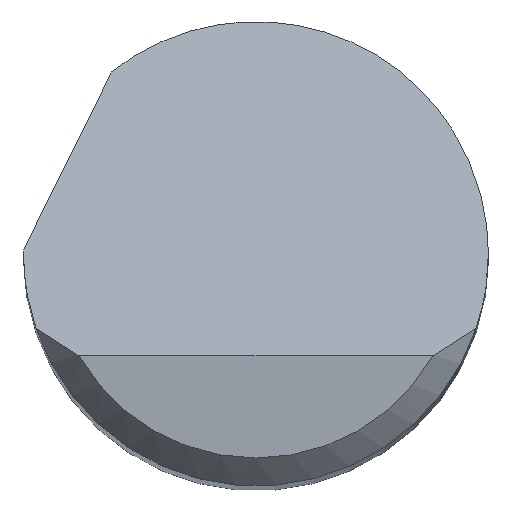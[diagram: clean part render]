
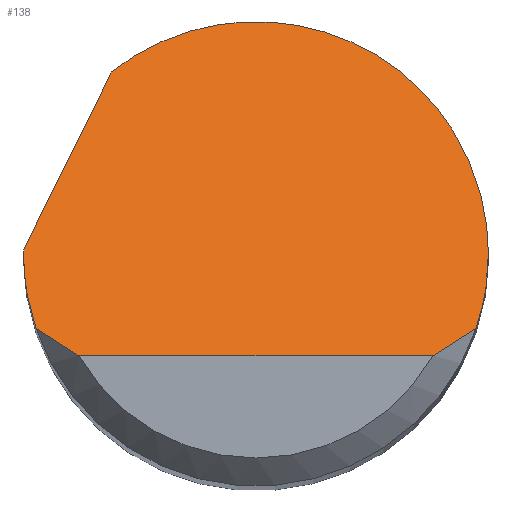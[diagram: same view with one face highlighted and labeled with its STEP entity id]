
A CAD part, top view. The second image highlights one B-rep face of the part: STEP entity #138.
In plain terms, the highlighted planar face has unit normal (0, 0.707, 0.707).
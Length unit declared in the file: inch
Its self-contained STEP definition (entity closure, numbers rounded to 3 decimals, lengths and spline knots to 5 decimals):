
#15 = CARTESIAN_POINT ( 'NONE',  ( 0.01655, 0.17278, 1.77222 ) ) ;
#21 = VERTEX_POINT ( 'NONE', #357 ) ;
#48 =( BOUNDED_CURVE ( )  B_SPLINE_CURVE ( 3, ( #92, #753, #574, #272 ),
 .UNSPECIFIED., .F., .F. ) 
 B_SPLINE_CURVE_WITH_KNOTS ( ( 4, 4 ),
 ( 4.38666, 4.71239 ),
 .UNSPECIFIED. ) 
 CURVE ( )  GEOMETRIC_REPRESENTATION_ITEM ( )  RATIONAL_B_SPLINE_CURVE ( ( 1., 0.991, 0.991, 1. ) ) 
 REPRESENTATION_ITEM ( '' )  );
#51 = CARTESIAN_POINT ( 'NONE',  ( 0.11843, -0.04, 1.985 ) ) ;
#62 = CARTESIAN_POINT ( 'NONE',  ( -0.09526, -0.055, 2. ) ) ;
#63 = CARTESIAN_POINT ( 'NONE',  ( -0.09526, -0.055, 2. ) ) ;
#72 = PLANE ( 'NONE',  #686 ) ;
#92 = CARTESIAN_POINT ( 'NONE',  ( -0.11843, -0.04, 1.985 ) ) ;
#100 = CARTESIAN_POINT ( 'NONE',  ( -0.11843, -0.04, 1.985 ) ) ;
#101 = VERTEX_POINT ( 'NONE', #62 ) ;
#108 = CARTESIAN_POINT ( 'NONE',  ( -0.12498, 0.002, 1.943 ) ) ;
#111 = CARTESIAN_POINT ( 'NONE',  ( 0.125, 0., 1.945 ) ) ;
#115 = CARTESIAN_POINT ( 'NONE',  ( -0.11107, -0.04528, 1.99028 ) ) ;
#121 = CARTESIAN_POINT ( 'NONE',  ( -0.10339, -0.05031, 1.99531 ) ) ;
#131 = VERTEX_POINT ( 'NONE', #433 ) ;
#138 = ADVANCED_FACE ( 'NONE', ( #608 ), #72, .F. ) ;
#151 = DIRECTION ( 'NONE',  ( 0.329, 0.668, -0.668 ) ) ;
#174 = CARTESIAN_POINT ( 'NONE',  ( -0.12499, 0.00133, 1.94367 ) ) ;
#202 = ORIENTED_EDGE ( 'NONE', *, *, #260, .T. ) ;
#212 = CARTESIAN_POINT ( 'NONE',  ( -0.15003, -0.04883, 1.99383 ) ) ;
#225 = EDGE_LOOP ( 'NONE', ( #733, #202, #578, #618, #583, #575, #298, #629 ) ) ;
#239 = LINE ( 'NONE', #769, #384 ) ;
#252 = CARTESIAN_POINT ( 'NONE',  ( -0.07775, 0.09788, 1.84712 ) ) ;
#256 = EDGE_CURVE ( 'NONE', #269, #21, #48, .T. ) ;
#260 = EDGE_CURVE ( 'NONE', #729, #643, #480, .T. ) ;
#269 = VERTEX_POINT ( 'NONE', #100 ) ;
#272 = CARTESIAN_POINT ( 'NONE',  ( -0.125, 0., 1.945 ) ) ;
#289 = CARTESIAN_POINT ( 'NONE',  ( 0.125, -0.01363, 1.95863 ) ) ;
#298 = ORIENTED_EDGE ( 'NONE', *, *, #256, .F. ) ;
#306 = CARTESIAN_POINT ( 'NONE',  ( 0.09526, -0.055, 2. ) ) ;
#312 = CARTESIAN_POINT ( 'NONE',  ( -0.125, -0.055, 2. ) ) ;
#317 = DIRECTION ( 'NONE',  ( 0., 0.707, -0.707 ) ) ;
#327 = EDGE_CURVE ( 'NONE', #21, #131, #483, .T. ) ;
#349 = EDGE_CURVE ( 'NONE', #101, #729, #239, .T. ) ;
#352 = CARTESIAN_POINT ( 'NONE',  ( 0.125, 0.12043, 1.82457 ) ) ;
#357 = CARTESIAN_POINT ( 'NONE',  ( -0.125, 0., 1.945 ) ) ;
#362 = VERTEX_POINT ( 'NONE', #730 ) ;
#384 = VECTOR ( 'NONE', #414, 39.37008 ) ;
#401 = CARTESIAN_POINT ( 'NONE',  ( 0.09526, -0.055, 2. ) ) ;
#414 = DIRECTION ( 'NONE',  ( 1., 0., 0. ) ) ;
#419 = CARTESIAN_POINT ( 'NONE',  ( 0.125, 0., 1.945 ) ) ;
#425 = CARTESIAN_POINT ( 'NONE',  ( -0.125, 0., 1.945 ) ) ;
#429 = VERTEX_POINT ( 'NONE', #111 ) ;
#431 = CARTESIAN_POINT ( 'NONE',  ( 0.12279, -0.02708, 1.97208 ) ) ;
#433 = CARTESIAN_POINT ( 'NONE',  ( -0.12498, 0.002, 1.943 ) ) ;
#457 = CARTESIAN_POINT ( 'NONE',  ( 0.11107, -0.04528, 1.99028 ) ) ;
#480 = B_SPLINE_CURVE_WITH_KNOTS ( 'NONE', 3,
 ( #401, #750, #457, #693 ),
 .UNSPECIFIED., .F., .F.,
 ( 4, 4 ),
 ( 0., 0.0008 ),
 .UNSPECIFIED. ) ;
#483 =( BOUNDED_CURVE ( )  B_SPLINE_CURVE ( 3, ( #425, #655, #174, #108 ),
 .UNSPECIFIED., .F., .T. ) 
 B_SPLINE_CURVE_WITH_KNOTS ( ( 4, 4 ),
 ( 4.71239, 4.72839 ),
 .UNSPECIFIED. ) 
 CURVE ( )  GEOMETRIC_REPRESENTATION_ITEM ( )  RATIONAL_B_SPLINE_CURVE ( ( 1., 1., 1., 1. ) ) 
 REPRESENTATION_ITEM ( '' )  );
#494 = B_SPLINE_CURVE_WITH_KNOTS ( 'NONE', 3,
 ( #658, #115, #121, #63 ),
 .UNSPECIFIED., .F., .F.,
 ( 4, 4 ),
 ( 0., 0.0008 ),
 .UNSPECIFIED. ) ;
#504 = EDGE_CURVE ( 'NONE', #131, #362, #690, .T. ) ;
#518 = EDGE_CURVE ( 'NONE', #429, #643, #581, .T. ) ;
#553 = DIRECTION ( 'NONE',  ( 0., -0.707, -0.707 ) ) ;
#558 = EDGE_CURVE ( 'NONE', #362, #429, #619, .T. ) ;
#574 = CARTESIAN_POINT ( 'NONE',  ( -0.125, -0.01363, 1.95863 ) ) ;
#575 = ORIENTED_EDGE ( 'NONE', *, *, #327, .F. ) ;
#578 = ORIENTED_EDGE ( 'NONE', *, *, #518, .F. ) ;
#581 =( BOUNDED_CURVE ( )  B_SPLINE_CURVE ( 3, ( #715, #289, #431, #51 ),
 .UNSPECIFIED., .F., .T. ) 
 B_SPLINE_CURVE_WITH_KNOTS ( ( 4, 4 ),
 ( 1.5708, 1.89653 ),
 .UNSPECIFIED. ) 
 CURVE ( )  GEOMETRIC_REPRESENTATION_ITEM ( )  RATIONAL_B_SPLINE_CURVE ( ( 1., 0.991, 0.991, 1. ) ) 
 REPRESENTATION_ITEM ( '' )  );
#583 = ORIENTED_EDGE ( 'NONE', *, *, #504, .F. ) ;
#595 = CARTESIAN_POINT ( 'NONE',  ( 0.11843, -0.04, 1.985 ) ) ;
#608 = FACE_OUTER_BOUND ( 'NONE', #225, .T. ) ;
#618 = ORIENTED_EDGE ( 'NONE', *, *, #558, .F. ) ;
#619 =( BOUNDED_CURVE ( )  B_SPLINE_CURVE ( 3, ( #252, #15, #352, #419 ),
 .UNSPECIFIED., .F., .T. ) 
 B_SPLINE_CURVE_WITH_KNOTS ( ( 4, 4 ),
 ( 5.61191, 7.85398 ),
 .UNSPECIFIED. ) 
 CURVE ( )  GEOMETRIC_REPRESENTATION_ITEM ( )  RATIONAL_B_SPLINE_CURVE ( ( 1., 0.623, 0.623, 1. ) ) 
 REPRESENTATION_ITEM ( '' )  );
#625 = VECTOR ( 'NONE', #151, 39.37008 ) ;
#629 = ORIENTED_EDGE ( 'NONE', *, *, #755, .T. ) ;
#643 = VERTEX_POINT ( 'NONE', #595 ) ;
#655 = CARTESIAN_POINT ( 'NONE',  ( -0.125, 0.00067, 1.94433 ) ) ;
#658 = CARTESIAN_POINT ( 'NONE',  ( -0.11843, -0.04, 1.985 ) ) ;
#686 = AXIS2_PLACEMENT_3D ( 'NONE', #312, #553, #317 ) ;
#690 = LINE ( 'NONE', #212, #625 ) ;
#693 = CARTESIAN_POINT ( 'NONE',  ( 0.11843, -0.04, 1.985 ) ) ;
#715 = CARTESIAN_POINT ( 'NONE',  ( 0.125, 0., 1.945 ) ) ;
#729 = VERTEX_POINT ( 'NONE', #306 ) ;
#730 = CARTESIAN_POINT ( 'NONE',  ( -0.07775, 0.09788, 1.84712 ) ) ;
#733 = ORIENTED_EDGE ( 'NONE', *, *, #349, .T. ) ;
#750 = CARTESIAN_POINT ( 'NONE',  ( 0.10339, -0.05031, 1.99531 ) ) ;
#753 = CARTESIAN_POINT ( 'NONE',  ( -0.12279, -0.02708, 1.97208 ) ) ;
#755 = EDGE_CURVE ( 'NONE', #269, #101, #494, .T. ) ;
#769 = CARTESIAN_POINT ( 'NONE',  ( 0., -0.055, 2. ) ) ;
